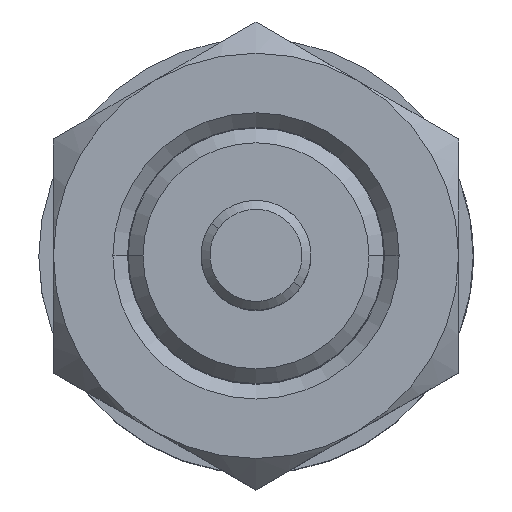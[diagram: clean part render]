
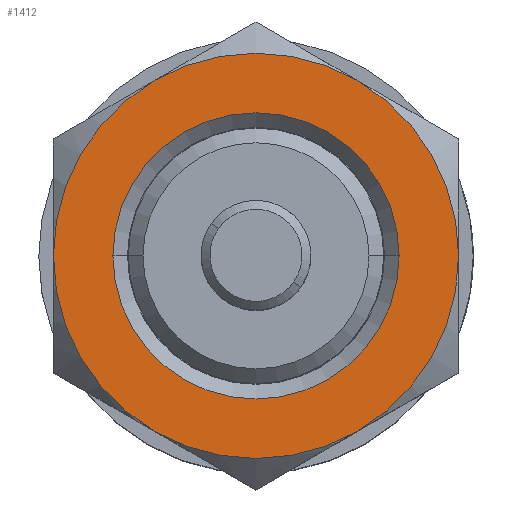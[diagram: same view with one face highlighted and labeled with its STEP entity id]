
A CAD part, top view. The second image highlights one B-rep face of the part: STEP entity #1412.
In plain terms, the highlighted planar face has unit normal (0, 0, 1).
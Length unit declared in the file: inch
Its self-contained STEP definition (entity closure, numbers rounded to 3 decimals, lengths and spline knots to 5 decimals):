
#8 = EDGE_CURVE ( 'NONE', #2082, #2029, #87, .T. ) ;
#45 = EDGE_CURVE ( 'NONE', #1426, #517, #572, .T. ) ;
#51 = DIRECTION ( 'NONE',  ( -1., 0., 0. ) ) ;
#87 = CIRCLE ( 'NONE', #759, 0.24375 ) ;
#93 = CARTESIAN_POINT ( 'NONE',  ( -0.1725, -0.29878, 0.125 ) ) ;
#176 = DIRECTION ( 'NONE',  ( -1., 0., 0. ) ) ;
#227 = VERTEX_POINT ( 'NONE', #1483 ) ;
#268 = VERTEX_POINT ( 'NONE', #2647 ) ;
#305 = CIRCLE ( 'NONE', #1351, 0.24375 ) ;
#321 = CIRCLE ( 'NONE', #2235, 0.345 ) ;
#339 = DIRECTION ( 'NONE',  ( -1., 0., 0. ) ) ;
#413 = CIRCLE ( 'NONE', #1078, 0.345 ) ;
#517 = VERTEX_POINT ( 'NONE', #2443 ) ;
#528 = ORIENTED_EDGE ( 'NONE', *, *, #1661, .F. ) ;
#572 = CIRCLE ( 'NONE', #2997, 0.345 ) ;
#580 = CARTESIAN_POINT ( 'NONE',  ( -0.1725, 0.29878, 0.125 ) ) ;
#587 = DIRECTION ( 'NONE',  ( 0., 0., -1. ) ) ;
#621 = FACE_OUTER_BOUND ( 'NONE', #2147, .T. ) ;
#641 = VERTEX_POINT ( 'NONE', #2700 ) ;
#650 = ORIENTED_EDGE ( 'NONE', *, *, #1606, .T. ) ;
#759 = AXIS2_PLACEMENT_3D ( 'NONE', #1049, #2651, #1279 ) ;
#829 = DIRECTION ( 'NONE',  ( 0., 0., -1. ) ) ;
#925 = CARTESIAN_POINT ( 'NONE',  ( 0., 0., 0.125 ) ) ;
#940 = CARTESIAN_POINT ( 'NONE',  ( 0., 0., 0.125 ) ) ;
#1000 = VERTEX_POINT ( 'NONE', #93 ) ;
#1042 = ORIENTED_EDGE ( 'NONE', *, *, #1145, .T. ) ;
#1049 = CARTESIAN_POINT ( 'NONE',  ( 0., 0., 0.125 ) ) ;
#1077 = CARTESIAN_POINT ( 'NONE',  ( 0.24375, 0., 0.125 ) ) ;
#1078 = AXIS2_PLACEMENT_3D ( 'NONE', #2753, #1377, #2993 ) ;
#1145 = EDGE_CURVE ( 'NONE', #2029, #2082, #305, .T. ) ;
#1166 = DIRECTION ( 'NONE',  ( -1., 0., 0. ) ) ;
#1178 = DIRECTION ( 'NONE',  ( -1., 0., 0. ) ) ;
#1242 = EDGE_CURVE ( 'NONE', #227, #1000, #1460, .T. ) ;
#1264 = CARTESIAN_POINT ( 'NONE',  ( 0., 0.39837, 0.125 ) ) ;
#1279 = DIRECTION ( 'NONE',  ( -1., 0., 0. ) ) ;
#1351 = AXIS2_PLACEMENT_3D ( 'NONE', #2948, #1567, #176 ) ;
#1377 = DIRECTION ( 'NONE',  ( 0., 0., 1. ) ) ;
#1412 = ADVANCED_FACE ( 'NONE', ( #1855, #621 ), #1484, .F. ) ;
#1426 = VERTEX_POINT ( 'NONE', #580 ) ;
#1433 = ORIENTED_EDGE ( 'NONE', *, *, #45, .F. ) ;
#1440 = DIRECTION ( 'NONE',  ( 0., 0., -1. ) ) ;
#1453 = AXIS2_PLACEMENT_3D ( 'NONE', #2820, #1440, #51 ) ;
#1460 = CIRCLE ( 'NONE', #1957, 0.345 ) ;
#1483 = CARTESIAN_POINT ( 'NONE',  ( 0.1725, -0.29878, 0.125 ) ) ;
#1484 = PLANE ( 'NONE',  #2825 ) ;
#1567 = DIRECTION ( 'NONE',  ( 0., 0., -1. ) ) ;
#1606 = EDGE_CURVE ( 'NONE', #268, #517, #413, .T. ) ;
#1616 = CARTESIAN_POINT ( 'NONE',  ( -0.24375, 0., 0.125 ) ) ;
#1661 = EDGE_CURVE ( 'NONE', #641, #1426, #2630, .T. ) ;
#1724 = DIRECTION ( 'NONE',  ( 0., 0., -1. ) ) ;
#1736 = ORIENTED_EDGE ( 'NONE', *, *, #8, .T. ) ;
#1781 = ORIENTED_EDGE ( 'NONE', *, *, #1242, .F. ) ;
#1846 = CIRCLE ( 'NONE', #1453, 0.345 ) ;
#1855 = FACE_BOUND ( 'NONE', #2364, .T. ) ;
#1957 = AXIS2_PLACEMENT_3D ( 'NONE', #925, #2530, #1166 ) ;
#1961 = CARTESIAN_POINT ( 'NONE',  ( 0., 0., 0.125 ) ) ;
#2029 = VERTEX_POINT ( 'NONE', #1077 ) ;
#2082 = VERTEX_POINT ( 'NONE', #1616 ) ;
#2147 = EDGE_LOOP ( 'NONE', ( #528, #2776, #1781, #2334, #650, #1433 ) ) ;
#2197 = DIRECTION ( 'NONE',  ( -1., 0., 0. ) ) ;
#2219 = CARTESIAN_POINT ( 'NONE',  ( 0., 0., 0.125 ) ) ;
#2235 = AXIS2_PLACEMENT_3D ( 'NONE', #1961, #587, #2197 ) ;
#2334 = ORIENTED_EDGE ( 'NONE', *, *, #2684, .F. ) ;
#2364 = EDGE_LOOP ( 'NONE', ( #1042, #1736 ) ) ;
#2442 = DIRECTION ( 'NONE',  ( -1., 0., 0. ) ) ;
#2443 = CARTESIAN_POINT ( 'NONE',  ( 0.1725, 0.29878, 0.125 ) ) ;
#2530 = DIRECTION ( 'NONE',  ( 0., 0., -1. ) ) ;
#2543 = DIRECTION ( 'NONE',  ( 0., 0., -1. ) ) ;
#2603 = AXIS2_PLACEMENT_3D ( 'NONE', #940, #2543, #1178 ) ;
#2630 = CIRCLE ( 'NONE', #2603, 0.345 ) ;
#2647 = CARTESIAN_POINT ( 'NONE',  ( 0.345, 0., 0.125 ) ) ;
#2651 = DIRECTION ( 'NONE',  ( 0., 0., -1. ) ) ;
#2684 = EDGE_CURVE ( 'NONE', #268, #227, #1846, .T. ) ;
#2700 = CARTESIAN_POINT ( 'NONE',  ( -0.345, 0., 0.125 ) ) ;
#2753 = CARTESIAN_POINT ( 'NONE',  ( 0., 0., 0.125 ) ) ;
#2776 = ORIENTED_EDGE ( 'NONE', *, *, #2789, .F. ) ;
#2789 = EDGE_CURVE ( 'NONE', #1000, #641, #321, .T. ) ;
#2820 = CARTESIAN_POINT ( 'NONE',  ( 0., 0., 0.125 ) ) ;
#2825 = AXIS2_PLACEMENT_3D ( 'NONE', #1264, #1724, #339 ) ;
#2948 = CARTESIAN_POINT ( 'NONE',  ( 0., 0., 0.125 ) ) ;
#2993 = DIRECTION ( 'NONE',  ( 1., 0., 0. ) ) ;
#2997 = AXIS2_PLACEMENT_3D ( 'NONE', #2219, #829, #2442 ) ;
